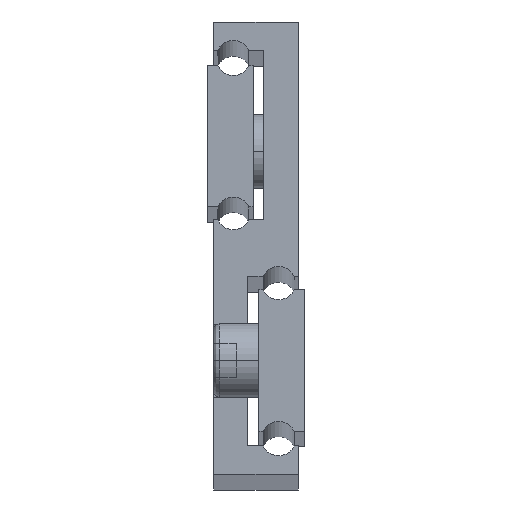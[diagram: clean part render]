
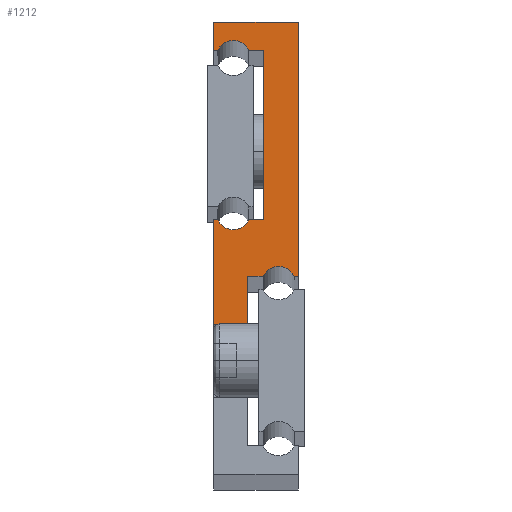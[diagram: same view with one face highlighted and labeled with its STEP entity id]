
A CAD part, top view. The second image highlights one B-rep face of the part: STEP entity #1212.
In plain terms, the highlighted planar face has unit normal (0, 0, 1).
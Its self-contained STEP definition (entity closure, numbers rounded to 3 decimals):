
#27 = ORIENTED_EDGE ( 'NONE', *, *, #781, .T. ) ;
#48 = CARTESIAN_POINT ( 'NONE',  ( 3.5, 73.75, 800. ) ) ;
#152 = ORIENTED_EDGE ( 'NONE', *, *, #580, .T. ) ;
#163 = VERTEX_POINT ( 'NONE', #960 ) ;
#177 = ORIENTED_EDGE ( 'NONE', *, *, #1581, .T. ) ;
#200 = DIRECTION ( 'NONE',  ( -1., 0., 0. ) ) ;
#203 = VERTEX_POINT ( 'NONE', #269 ) ;
#212 = DIRECTION ( 'NONE',  ( 1., 0., 0. ) ) ;
#216 = DIRECTION ( 'NONE',  ( -1., 0., 0. ) ) ;
#224 = LINE ( 'NONE', #1068, #766 ) ;
#247 = DIRECTION ( 'NONE',  ( 0., -1., 0. ) ) ;
#265 = VECTOR ( 'NONE', #2035, 1000. ) ;
#266 = ORIENTED_EDGE ( 'NONE', *, *, #2156, .T. ) ;
#269 = CARTESIAN_POINT ( 'NONE',  ( 14.227, 35., 800. ) ) ;
#305 = DIRECTION ( 'NONE',  ( 0., 1., 0. ) ) ;
#312 = CARTESIAN_POINT ( 'NONE',  ( 15., 80., 800. ) ) ;
#326 = CARTESIAN_POINT ( 'NONE',  ( 8.773, 35., 800. ) ) ;
#330 = VERTEX_POINT ( 'NONE', #1573 ) ;
#336 = CIRCLE ( 'NONE', #1513, 3. ) ;
#340 = LINE ( 'NONE', #2023, #265 ) ;
#344 = CARTESIAN_POINT ( 'NONE',  ( 6.227, 75., 800. ) ) ;
#368 = EDGE_CURVE ( 'NONE', #1045, #813, #2115, .T. ) ;
#374 = VERTEX_POINT ( 'NONE', #576 ) ;
#400 = LINE ( 'NONE', #935, #824 ) ;
#427 = CARTESIAN_POINT ( 'NONE',  ( 15., 35., 800. ) ) ;
#429 = VERTEX_POINT ( 'NONE', #326 ) ;
#444 = DIRECTION ( 'NONE',  ( 1., 0., 0. ) ) ;
#453 = LINE ( 'NONE', #1312, #1413 ) ;
#467 = LINE ( 'NONE', #1776, #1537 ) ;
#469 = VERTEX_POINT ( 'NONE', #498 ) ;
#474 = VERTEX_POINT ( 'NONE', #1021 ) ;
#478 = CARTESIAN_POINT ( 'NONE',  ( 6., 26.5, 800. ) ) ;
#487 = FACE_OUTER_BOUND ( 'NONE', #2017, .T. ) ;
#491 = VERTEX_POINT ( 'NONE', #838 ) ;
#498 = CARTESIAN_POINT ( 'NONE',  ( 0., 80., 800. ) ) ;
#503 = DIRECTION ( 'NONE',  ( 1., 0., 0. ) ) ;
#515 = DIRECTION ( 'NONE',  ( 1., 0., 0. ) ) ;
#576 = CARTESIAN_POINT ( 'NONE',  ( 6.227, 45., 800. ) ) ;
#580 = EDGE_CURVE ( 'NONE', #835, #491, #224, .T. ) ;
#609 = CARTESIAN_POINT ( 'NONE',  ( 6.227, 75., 800. ) ) ;
#617 = DIRECTION ( 'NONE',  ( 1., 0., 0. ) ) ;
#635 = VECTOR ( 'NONE', #1372, 1000. ) ;
#638 = DIRECTION ( 'NONE',  ( 0., 0., -1. ) ) ;
#656 = CARTESIAN_POINT ( 'NONE',  ( 0.773, 45., 800. ) ) ;
#667 = PLANE ( 'NONE',  #1403 ) ;
#704 = ORIENTED_EDGE ( 'NONE', *, *, #914, .T. ) ;
#765 = CARTESIAN_POINT ( 'NONE',  ( 0., 26.5, 800. ) ) ;
#766 = VECTOR ( 'NONE', #216, 1000. ) ;
#781 = EDGE_CURVE ( 'NONE', #163, #887, #467, .T. ) ;
#786 = AXIS2_PLACEMENT_3D ( 'NONE', #48, #1253, #1891 ) ;
#812 = DIRECTION ( 'NONE',  ( -1., 0., 0. ) ) ;
#813 = VERTEX_POINT ( 'NONE', #312 ) ;
#822 = CARTESIAN_POINT ( 'NONE',  ( 6., 5., 800. ) ) ;
#824 = VECTOR ( 'NONE', #212, 1000. ) ;
#835 = VERTEX_POINT ( 'NONE', #656 ) ;
#838 = CARTESIAN_POINT ( 'NONE',  ( 0., 45., 800. ) ) ;
#887 = VERTEX_POINT ( 'NONE', #2029 ) ;
#900 = AXIS2_PLACEMENT_3D ( 'NONE', #1835, #638, #812 ) ;
#913 = DIRECTION ( 'NONE',  ( -1., 0., 0. ) ) ;
#914 = EDGE_CURVE ( 'NONE', #1167, #1325, #2039, .T. ) ;
#931 = CARTESIAN_POINT ( 'NONE',  ( 15., 35., 800. ) ) ;
#935 = CARTESIAN_POINT ( 'NONE',  ( 8.773, 35., 800. ) ) ;
#960 = CARTESIAN_POINT ( 'NONE',  ( 8.9, 75., 800. ) ) ;
#1021 = CARTESIAN_POINT ( 'NONE',  ( 0.773, 75., 800. ) ) ;
#1036 = VECTOR ( 'NONE', #305, 1000. ) ;
#1045 = VERTEX_POINT ( 'NONE', #427 ) ;
#1058 = VECTOR ( 'NONE', #515, 1000. ) ;
#1068 = CARTESIAN_POINT ( 'NONE',  ( 0., 45., 800. ) ) ;
#1069 = EDGE_CURVE ( 'NONE', #203, #1045, #1623, .T. ) ;
#1073 = ORIENTED_EDGE ( 'NONE', *, *, #1675, .T. ) ;
#1101 = ORIENTED_EDGE ( 'NONE', *, *, #1843, .T. ) ;
#1141 = ORIENTED_EDGE ( 'NONE', *, *, #1278, .T. ) ;
#1155 = EDGE_CURVE ( 'NONE', #374, #835, #1971, .T. ) ;
#1167 = VERTEX_POINT ( 'NONE', #478 ) ;
#1187 = LINE ( 'NONE', #344, #1585 ) ;
#1212 = ADVANCED_FACE ( 'NONE', ( #487 ), #667, .F. ) ;
#1240 = CARTESIAN_POINT ( 'NONE',  ( 11.5, 33.75, 800. ) ) ;
#1253 = DIRECTION ( 'NONE',  ( 0., 0., -1. ) ) ;
#1278 = EDGE_CURVE ( 'NONE', #491, #1506, #340, .T. ) ;
#1312 = CARTESIAN_POINT ( 'NONE',  ( 0., 75., 800. ) ) ;
#1313 = ORIENTED_EDGE ( 'NONE', *, *, #2215, .T. ) ;
#1325 = VERTEX_POINT ( 'NONE', #1712 ) ;
#1353 = ORIENTED_EDGE ( 'NONE', *, *, #1069, .T. ) ;
#1358 = CARTESIAN_POINT ( 'NONE',  ( 3.5, 46.25, 800. ) ) ;
#1364 = CIRCLE ( 'NONE', #786, 3. ) ;
#1372 = DIRECTION ( 'NONE',  ( -1., 0., 0. ) ) ;
#1403 = AXIS2_PLACEMENT_3D ( 'NONE', #1358, #2041, #2203 ) ;
#1413 = VECTOR ( 'NONE', #444, 1000. ) ;
#1416 = DIRECTION ( 'NONE',  ( 0., -1., 0. ) ) ;
#1439 = ORIENTED_EDGE ( 'NONE', *, *, #1690, .T. ) ;
#1506 = VERTEX_POINT ( 'NONE', #765 ) ;
#1508 = CARTESIAN_POINT ( 'NONE',  ( 0., 26.5, 800. ) ) ;
#1513 = AXIS2_PLACEMENT_3D ( 'NONE', #1240, #1938, #200 ) ;
#1536 = VERTEX_POINT ( 'NONE', #609 ) ;
#1537 = VECTOR ( 'NONE', #247, 1000. ) ;
#1546 = ORIENTED_EDGE ( 'NONE', *, *, #1956, .T. ) ;
#1573 = CARTESIAN_POINT ( 'NONE',  ( 0., 75., 800. ) ) ;
#1581 = EDGE_CURVE ( 'NONE', #813, #469, #2089, .T. ) ;
#1585 = VECTOR ( 'NONE', #503, 1000. ) ;
#1623 = LINE ( 'NONE', #931, #1705 ) ;
#1625 = VECTOR ( 'NONE', #913, 1000. ) ;
#1675 = EDGE_CURVE ( 'NONE', #474, #1536, #1364, .T. ) ;
#1690 = EDGE_CURVE ( 'NONE', #429, #203, #336, .T. ) ;
#1705 = VECTOR ( 'NONE', #617, 1000. ) ;
#1712 = CARTESIAN_POINT ( 'NONE',  ( 6., 35., 800. ) ) ;
#1715 = ORIENTED_EDGE ( 'NONE', *, *, #2001, .T. ) ;
#1750 = CARTESIAN_POINT ( 'NONE',  ( 0., 80., 800. ) ) ;
#1776 = CARTESIAN_POINT ( 'NONE',  ( 8.9, 75., 800. ) ) ;
#1820 = ORIENTED_EDGE ( 'NONE', *, *, #368, .T. ) ;
#1835 = CARTESIAN_POINT ( 'NONE',  ( 3.5, 46.25, 800. ) ) ;
#1843 = EDGE_CURVE ( 'NONE', #1536, #163, #1187, .T. ) ;
#1891 = DIRECTION ( 'NONE',  ( 1., 0., 0. ) ) ;
#1902 = VECTOR ( 'NONE', #1416, 1000. ) ;
#1915 = CARTESIAN_POINT ( 'NONE',  ( 15., 80., 800. ) ) ;
#1920 = DIRECTION ( 'NONE',  ( 0., 1., 0. ) ) ;
#1921 = LINE ( 'NONE', #1750, #1902 ) ;
#1928 = ORIENTED_EDGE ( 'NONE', *, *, #2166, .T. ) ;
#1932 = CARTESIAN_POINT ( 'NONE',  ( 15., 80., 800. ) ) ;
#1938 = DIRECTION ( 'NONE',  ( 0., 0., -1. ) ) ;
#1956 = EDGE_CURVE ( 'NONE', #887, #374, #2099, .T. ) ;
#1971 = CIRCLE ( 'NONE', #900, 3. ) ;
#2001 = EDGE_CURVE ( 'NONE', #330, #474, #453, .T. ) ;
#2003 = CARTESIAN_POINT ( 'NONE',  ( 6.227, 45., 800. ) ) ;
#2017 = EDGE_LOOP ( 'NONE', ( #1141, #1313, #704, #1928, #1439, #1353, #1820, #177, #266, #1715, #1073, #1101, #27, #1546, #2123, #152 ) ) ;
#2023 = CARTESIAN_POINT ( 'NONE',  ( 0., 0., 800. ) ) ;
#2029 = CARTESIAN_POINT ( 'NONE',  ( 8.9, 45., 800. ) ) ;
#2035 = DIRECTION ( 'NONE',  ( 0., -1., 0. ) ) ;
#2039 = LINE ( 'NONE', #822, #1036 ) ;
#2041 = DIRECTION ( 'NONE',  ( 0., 0., -1. ) ) ;
#2065 = LINE ( 'NONE', #1508, #1058 ) ;
#2089 = LINE ( 'NONE', #1915, #635 ) ;
#2099 = LINE ( 'NONE', #2003, #1625 ) ;
#2114 = VECTOR ( 'NONE', #1920, 1000. ) ;
#2115 = LINE ( 'NONE', #1932, #2114 ) ;
#2123 = ORIENTED_EDGE ( 'NONE', *, *, #1155, .T. ) ;
#2156 = EDGE_CURVE ( 'NONE', #469, #330, #1921, .T. ) ;
#2166 = EDGE_CURVE ( 'NONE', #1325, #429, #400, .T. ) ;
#2203 = DIRECTION ( 'NONE',  ( -1., 0., 0. ) ) ;
#2215 = EDGE_CURVE ( 'NONE', #1506, #1167, #2065, .T. ) ;
